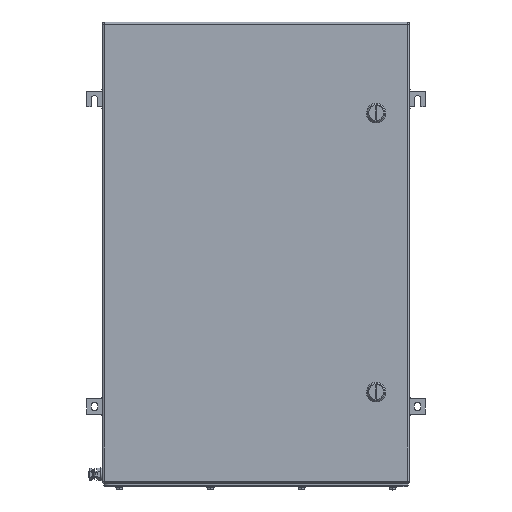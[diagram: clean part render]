
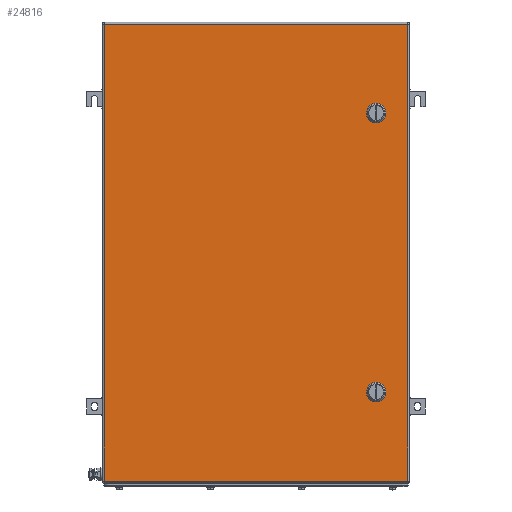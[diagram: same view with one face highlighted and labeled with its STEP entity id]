
A CAD part, top view. The second image highlights one B-rep face of the part: STEP entity #24816.
In plain terms, the highlighted planar face has unit normal (0, 0, 1).
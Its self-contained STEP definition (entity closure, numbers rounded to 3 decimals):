
#24630=AXIS2_PLACEMENT_3D('Circle Axis2P3D',#24628,#24629,$) ;
#24657=AXIS2_PLACEMENT_3D('Plane Axis2P3D',#24654,#24655,#24656) ;
#24702=AXIS2_PLACEMENT_3D('Circle Axis2P3D',#24700,#24701,$) ;
#24716=AXIS2_PLACEMENT_3D('Circle Axis2P3D',#24714,#24715,$) ;
#24730=AXIS2_PLACEMENT_3D('Circle Axis2P3D',#24728,#24729,$) ;
#24752=AXIS2_PLACEMENT_3D('Circle Axis2P3D',#24750,#24751,$) ;
#24768=AXIS2_PLACEMENT_3D('Circle Axis2P3D',#24766,#24767,$) ;
#24782=AXIS2_PLACEMENT_3D('Circle Axis2P3D',#24780,#24781,$) ;
#24796=AXIS2_PLACEMENT_3D('Circle Axis2P3D',#24794,#24795,$) ;
#24625=CARTESIAN_POINT('Vertex',(483.056,612.45,153.5)) ;
#24628=CARTESIAN_POINT('Axis2P3D Location',(478.,622.5,153.5)) ;
#24632=CARTESIAN_POINT('Vertex',(488.05,617.444,153.5)) ;
#24654=CARTESIAN_POINT('Axis2P3D Location',(279.5,392.,153.5)) ;
#24659=CARTESIAN_POINT('Line Origine',(279.5,769.5,153.5)) ;
#24663=CARTESIAN_POINT('Vertex',(530.,769.5,153.5)) ;
#24665=CARTESIAN_POINT('Vertex',(29.,769.5,153.5)) ;
#24668=CARTESIAN_POINT('Line Origine',(29.,392.,153.5)) ;
#24672=CARTESIAN_POINT('Vertex',(29.,14.5,153.5)) ;
#24675=CARTESIAN_POINT('Line Origine',(279.5,14.5,153.5)) ;
#24679=CARTESIAN_POINT('Vertex',(530.,14.5,153.5)) ;
#24682=CARTESIAN_POINT('Line Origine',(530.,392.,153.5)) ;
#24693=CARTESIAN_POINT('Line Origine',(478.,612.45,153.5)) ;
#24697=CARTESIAN_POINT('Vertex',(472.944,612.45,153.5)) ;
#24700=CARTESIAN_POINT('Axis2P3D Location',(478.,622.5,153.5)) ;
#24704=CARTESIAN_POINT('Vertex',(467.95,617.444,153.5)) ;
#24707=CARTESIAN_POINT('Line Origine',(467.95,622.5,153.5)) ;
#24711=CARTESIAN_POINT('Vertex',(467.95,627.556,153.5)) ;
#24714=CARTESIAN_POINT('Axis2P3D Location',(478.,622.5,153.5)) ;
#24718=CARTESIAN_POINT('Vertex',(472.944,632.55,153.5)) ;
#24721=CARTESIAN_POINT('Line Origine',(478.,632.55,153.5)) ;
#24725=CARTESIAN_POINT('Vertex',(483.056,632.55,153.5)) ;
#24728=CARTESIAN_POINT('Axis2P3D Location',(478.,622.5,153.5)) ;
#24732=CARTESIAN_POINT('Vertex',(488.05,627.556,153.5)) ;
#24735=CARTESIAN_POINT('Line Origine',(488.05,622.5,153.5)) ;
#24750=CARTESIAN_POINT('Axis2P3D Location',(478.,161.5,153.5)) ;
#24754=CARTESIAN_POINT('Vertex',(483.056,151.45,153.5)) ;
#24756=CARTESIAN_POINT('Vertex',(488.05,156.444,153.5)) ;
#24759=CARTESIAN_POINT('Line Origine',(478.,151.45,153.5)) ;
#24763=CARTESIAN_POINT('Vertex',(472.944,151.45,153.5)) ;
#24766=CARTESIAN_POINT('Axis2P3D Location',(478.,161.5,153.5)) ;
#24770=CARTESIAN_POINT('Vertex',(467.95,156.444,153.5)) ;
#24773=CARTESIAN_POINT('Line Origine',(467.95,161.5,153.5)) ;
#24777=CARTESIAN_POINT('Vertex',(467.95,166.556,153.5)) ;
#24780=CARTESIAN_POINT('Axis2P3D Location',(478.,161.5,153.5)) ;
#24784=CARTESIAN_POINT('Vertex',(472.944,171.55,153.5)) ;
#24787=CARTESIAN_POINT('Line Origine',(478.,171.55,153.5)) ;
#24791=CARTESIAN_POINT('Vertex',(483.056,171.55,153.5)) ;
#24794=CARTESIAN_POINT('Axis2P3D Location',(478.,161.5,153.5)) ;
#24798=CARTESIAN_POINT('Vertex',(488.05,166.556,153.5)) ;
#24801=CARTESIAN_POINT('Line Origine',(488.05,161.5,153.5)) ;
#24629=DIRECTION('Axis2P3D Direction',(0.,0.,1.)) ;
#24655=DIRECTION('Axis2P3D Direction',(0.,0.,1.)) ;
#24656=DIRECTION('Axis2P3D XDirection',(1.,0.,0.)) ;
#24660=DIRECTION('Vector Direction',(1.,0.,0.)) ;
#24669=DIRECTION('Vector Direction',(0.,-1.,0.)) ;
#24676=DIRECTION('Vector Direction',(1.,0.,0.)) ;
#24683=DIRECTION('Vector Direction',(0.,1.,0.)) ;
#24694=DIRECTION('Vector Direction',(1.,0.,0.)) ;
#24701=DIRECTION('Axis2P3D Direction',(0.,0.,1.)) ;
#24708=DIRECTION('Vector Direction',(0.,1.,0.)) ;
#24715=DIRECTION('Axis2P3D Direction',(0.,0.,1.)) ;
#24722=DIRECTION('Vector Direction',(1.,0.,0.)) ;
#24729=DIRECTION('Axis2P3D Direction',(0.,0.,1.)) ;
#24736=DIRECTION('Vector Direction',(0.,-1.,0.)) ;
#24751=DIRECTION('Axis2P3D Direction',(0.,0.,1.)) ;
#24760=DIRECTION('Vector Direction',(1.,0.,0.)) ;
#24767=DIRECTION('Axis2P3D Direction',(0.,0.,1.)) ;
#24774=DIRECTION('Vector Direction',(0.,1.,0.)) ;
#24781=DIRECTION('Axis2P3D Direction',(0.,0.,1.)) ;
#24788=DIRECTION('Vector Direction',(1.,0.,0.)) ;
#24795=DIRECTION('Axis2P3D Direction',(0.,0.,1.)) ;
#24802=DIRECTION('Vector Direction',(0.,-1.,0.)) ;
#24661=VECTOR('Line Direction',#24660,1.) ;
#24670=VECTOR('Line Direction',#24669,1.) ;
#24677=VECTOR('Line Direction',#24676,1.) ;
#24684=VECTOR('Line Direction',#24683,1.) ;
#24695=VECTOR('Line Direction',#24694,1.) ;
#24709=VECTOR('Line Direction',#24708,1.) ;
#24723=VECTOR('Line Direction',#24722,1.) ;
#24737=VECTOR('Line Direction',#24736,1.) ;
#24761=VECTOR('Line Direction',#24760,1.) ;
#24775=VECTOR('Line Direction',#24774,1.) ;
#24789=VECTOR('Line Direction',#24788,1.) ;
#24803=VECTOR('Line Direction',#24802,1.) ;
#24688=ORIENTED_EDGE('',*,*,#24667,.T.) ;
#24689=ORIENTED_EDGE('',*,*,#24674,.T.) ;
#24690=ORIENTED_EDGE('',*,*,#24681,.T.) ;
#24691=ORIENTED_EDGE('',*,*,#24686,.T.) ;
#24741=ORIENTED_EDGE('',*,*,#24699,.F.) ;
#24742=ORIENTED_EDGE('',*,*,#24706,.F.) ;
#24743=ORIENTED_EDGE('',*,*,#24713,.T.) ;
#24744=ORIENTED_EDGE('',*,*,#24720,.F.) ;
#24745=ORIENTED_EDGE('',*,*,#24727,.T.) ;
#24746=ORIENTED_EDGE('',*,*,#24734,.F.) ;
#24747=ORIENTED_EDGE('',*,*,#24739,.T.) ;
#24748=ORIENTED_EDGE('',*,*,#24634,.F.) ;
#24807=ORIENTED_EDGE('',*,*,#24758,.F.) ;
#24808=ORIENTED_EDGE('',*,*,#24765,.F.) ;
#24809=ORIENTED_EDGE('',*,*,#24772,.F.) ;
#24810=ORIENTED_EDGE('',*,*,#24779,.T.) ;
#24811=ORIENTED_EDGE('',*,*,#24786,.F.) ;
#24812=ORIENTED_EDGE('',*,*,#24793,.T.) ;
#24813=ORIENTED_EDGE('',*,*,#24800,.F.) ;
#24814=ORIENTED_EDGE('',*,*,#24805,.T.) ;
#24749=FACE_BOUND('',#24740,.T.) ;
#24815=FACE_BOUND('',#24806,.T.) ;
#24816=ADVANCED_FACE('ZUB_KTB_QL_765015_1GP_AllCATPart_AllCATPart.2\\ZUB_KTB_QL_765015_1GP_AllCATPart.2\\ZUB_DE_KTB_QL.1\\DE_KTB_MH_PART_MASTER.1\\Koerper.2',(#24692,#24749,#24815),#24658,.T.) ;
#24631=CIRCLE('generated circle',#24630,11.25) ;
#24703=CIRCLE('generated circle',#24702,11.25) ;
#24717=CIRCLE('generated circle',#24716,11.25) ;
#24731=CIRCLE('generated circle',#24730,11.25) ;
#24753=CIRCLE('generated circle',#24752,11.25) ;
#24769=CIRCLE('generated circle',#24768,11.25) ;
#24783=CIRCLE('generated circle',#24782,11.25) ;
#24797=CIRCLE('generated circle',#24796,11.25) ;
#24634=EDGE_CURVE('',#24626,#24633,#24631,.T.) ;
#24667=EDGE_CURVE('',#24664,#24666,#24662,.F.) ;
#24674=EDGE_CURVE('',#24666,#24673,#24671,.T.) ;
#24681=EDGE_CURVE('',#24673,#24680,#24678,.T.) ;
#24686=EDGE_CURVE('',#24680,#24664,#24685,.T.) ;
#24699=EDGE_CURVE('',#24698,#24626,#24696,.T.) ;
#24706=EDGE_CURVE('',#24705,#24698,#24703,.T.) ;
#24713=EDGE_CURVE('',#24705,#24712,#24710,.T.) ;
#24720=EDGE_CURVE('',#24719,#24712,#24717,.T.) ;
#24727=EDGE_CURVE('',#24719,#24726,#24724,.T.) ;
#24734=EDGE_CURVE('',#24733,#24726,#24731,.T.) ;
#24739=EDGE_CURVE('',#24733,#24633,#24738,.T.) ;
#24758=EDGE_CURVE('',#24755,#24757,#24753,.T.) ;
#24765=EDGE_CURVE('',#24764,#24755,#24762,.T.) ;
#24772=EDGE_CURVE('',#24771,#24764,#24769,.T.) ;
#24779=EDGE_CURVE('',#24771,#24778,#24776,.T.) ;
#24786=EDGE_CURVE('',#24785,#24778,#24783,.T.) ;
#24793=EDGE_CURVE('',#24785,#24792,#24790,.T.) ;
#24800=EDGE_CURVE('',#24799,#24792,#24797,.T.) ;
#24805=EDGE_CURVE('',#24799,#24757,#24804,.T.) ;
#24687=EDGE_LOOP('',(#24688,#24689,#24690,#24691)) ;
#24740=EDGE_LOOP('',(#24741,#24742,#24743,#24744,#24745,#24746,#24747,#24748)) ;
#24806=EDGE_LOOP('',(#24807,#24808,#24809,#24810,#24811,#24812,#24813,#24814)) ;
#24692=FACE_OUTER_BOUND('',#24687,.T.) ;
#24662=LINE('Line',#24659,#24661) ;
#24671=LINE('Line',#24668,#24670) ;
#24678=LINE('Line',#24675,#24677) ;
#24685=LINE('Line',#24682,#24684) ;
#24696=LINE('Line',#24693,#24695) ;
#24710=LINE('Line',#24707,#24709) ;
#24724=LINE('Line',#24721,#24723) ;
#24738=LINE('Line',#24735,#24737) ;
#24762=LINE('Line',#24759,#24761) ;
#24776=LINE('Line',#24773,#24775) ;
#24790=LINE('Line',#24787,#24789) ;
#24804=LINE('Line',#24801,#24803) ;
#24658=PLANE('',#24657) ;
#24626=VERTEX_POINT('',#24625) ;
#24633=VERTEX_POINT('',#24632) ;
#24664=VERTEX_POINT('',#24663) ;
#24666=VERTEX_POINT('',#24665) ;
#24673=VERTEX_POINT('',#24672) ;
#24680=VERTEX_POINT('',#24679) ;
#24698=VERTEX_POINT('',#24697) ;
#24705=VERTEX_POINT('',#24704) ;
#24712=VERTEX_POINT('',#24711) ;
#24719=VERTEX_POINT('',#24718) ;
#24726=VERTEX_POINT('',#24725) ;
#24733=VERTEX_POINT('',#24732) ;
#24755=VERTEX_POINT('',#24754) ;
#24757=VERTEX_POINT('',#24756) ;
#24764=VERTEX_POINT('',#24763) ;
#24771=VERTEX_POINT('',#24770) ;
#24778=VERTEX_POINT('',#24777) ;
#24785=VERTEX_POINT('',#24784) ;
#24792=VERTEX_POINT('',#24791) ;
#24799=VERTEX_POINT('',#24798) ;
